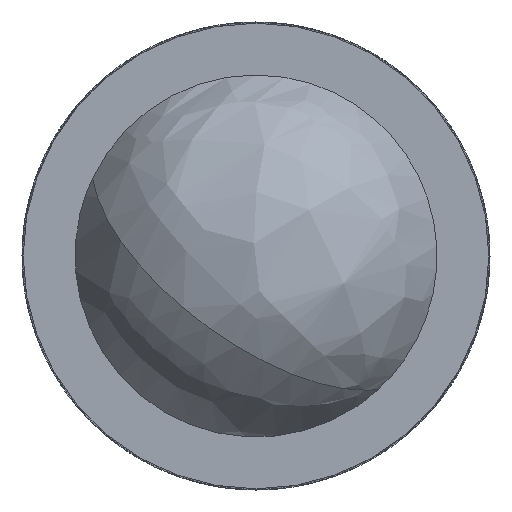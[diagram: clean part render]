
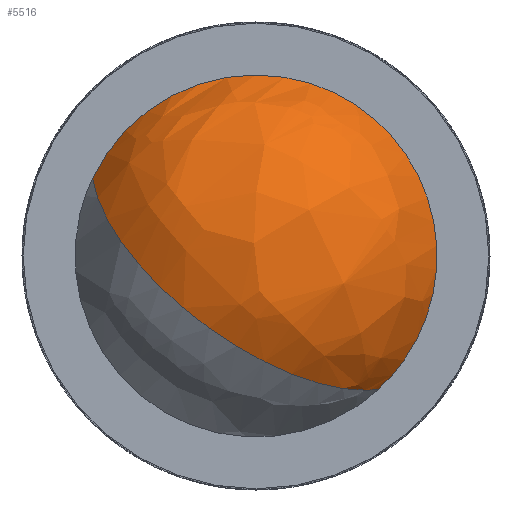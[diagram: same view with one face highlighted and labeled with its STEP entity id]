
A CAD part, left-side view. The second image highlights one B-rep face of the part: STEP entity #5516.
In plain terms, the highlighted free-form (B-spline) face has degree [3, 3] with [4, 4] control points.
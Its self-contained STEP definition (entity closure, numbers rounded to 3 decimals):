
#3208=VERTEX_POINT('',#7486);
#3994=EDGE_CURVE('',#5992,#3208,#8344,.T.);
#4324=VERTEX_POINT('',#8709);
#4436=EDGE_CURVE('',#4324,#3208,#8829,.T.);
#4502=EDGE_CURVE('',#4324,#5992,#8902,.T.);
#5516=ADVANCED_FACE('',(#10022),#10023,.T.);
#5992=VERTEX_POINT('',#10557);
#7486=CARTESIAN_POINT('',(1.367,-1.405,-1.729));
#8344=CIRCLE('',#16485,2.5);
#8709=CARTESIAN_POINT('',(1.6,2.107,1.001));
#8829=CIRCLE('',#17224,2.5);
#8902=B_SPLINE_CURVE_WITH_KNOTS('',3,(#17356,#17357,#17358,#17359,#17360,#17361,#17362,#17363,#17364,#17365,#17366,#17367,#17368,#17369,#17370,#17371,#17372,#17373,#17374,#17375,#17376,#17377,#17378,#17379,#17380,#17381,#17382,#17383,#17384,#17385,#17386,#17387),.UNSPECIFIED.,.F.,.F.,(4,2,2,2,2,2,2,2,2,2,2,2,2,2,2,4),(0.012,0.012,0.013,0.014,0.014,0.015,0.016,0.016,0.017,0.017,0.018,0.018,0.019,0.019,0.02,0.02),.UNSPECIFIED.);
#10022=FACE_OUTER_BOUND('',#24119,.T.);
#10023=(B_SPLINE_SURFACE(3,3,((#24121,#24122,#24123,#24124),(#24125,#24126,#24127,#24128),(#24129,#24130,#24131,#24132),(#24133,#24134,#24135,#24136)),.UNSPECIFIED.,.F.,.F.,.F.)B_SPLINE_SURFACE_WITH_KNOTS((4,4),(4,4),(0.0,1.0),(0.0,1.0),.UNSPECIFIED.)RATIONAL_B_SPLINE_SURFACE(((1.0,0.333,0.333,1.0),(0.599,0.2,0.2,0.599),(0.599,0.2,0.2,0.599),(1.0,0.333,0.333,1.0)))BOUNDED_SURFACE()REPRESENTATION_ITEM('')GEOMETRIC_REPRESENTATION_ITEM()SURFACE());
#10557=CARTESIAN_POINT('',(1.6,-1.58,-1.715));
#16485=AXIS2_PLACEMENT_3D('',#30171,#30172,#30173);
#17224=AXIS2_PLACEMENT_3D('',#30696,#30697,#30698);
#17356=CARTESIAN_POINT('',(1.6,2.107,1.001));
#17357=CARTESIAN_POINT('',(1.6,2.033,1.155));
#17358=CARTESIAN_POINT('',(1.6,1.944,1.3));
#17359=CARTESIAN_POINT('',(1.6,1.732,1.572));
#17360=CARTESIAN_POINT('',(1.6,1.611,1.695));
#17361=CARTESIAN_POINT('',(1.6,1.348,1.911));
#17362=CARTESIAN_POINT('',(1.6,1.202,2.006));
#17363=CARTESIAN_POINT('',(1.6,0.896,2.16));
#17364=CARTESIAN_POINT('',(1.6,0.737,2.22));
#17365=CARTESIAN_POINT('',(1.6,0.237,2.346));
#17366=CARTESIAN_POINT('',(1.6,-0.117,2.354));
#17367=CARTESIAN_POINT('',(1.6,-0.619,2.255));
#17368=CARTESIAN_POINT('',(1.6,-0.785,2.203));
#17369=CARTESIAN_POINT('',(1.6,-1.098,2.065));
#17370=CARTESIAN_POINT('',(1.6,-1.245,1.98));
#17371=CARTESIAN_POINT('',(1.6,-1.522,1.776));
#17372=CARTESIAN_POINT('',(1.6,-1.649,1.658));
#17373=CARTESIAN_POINT('',(1.6,-1.872,1.401));
#17374=CARTESIAN_POINT('',(1.6,-1.971,1.258));
#17375=CARTESIAN_POINT('',(1.6,-2.134,0.957));
#17376=CARTESIAN_POINT('',(1.6,-2.198,0.799));
#17377=CARTESIAN_POINT('',(1.6,-2.291,0.469));
#17378=CARTESIAN_POINT('',(1.6,-2.32,0.298));
#17379=CARTESIAN_POINT('',(1.6,-2.338,-0.043));
#17380=CARTESIAN_POINT('',(1.6,-2.329,-0.216));
#17381=CARTESIAN_POINT('',(1.6,-2.272,-0.554));
#17382=CARTESIAN_POINT('',(1.6,-2.226,-0.718));
#17383=CARTESIAN_POINT('',(1.6,-2.097,-1.036));
#17384=CARTESIAN_POINT('',(1.6,-2.014,-1.188));
#17385=CARTESIAN_POINT('',(1.6,-1.82,-1.469));
#17386=CARTESIAN_POINT('',(1.6,-1.707,-1.599));
#17387=CARTESIAN_POINT('',(1.6,-1.58,-1.715));
#24119=EDGE_LOOP('',(#32051,#32052,#32053));
#24121=CARTESIAN_POINT('',(1.862,2.116,1.168));
#24122=CARTESIAN_POINT('',(0.248,0.174,3.804));
#24123=CARTESIAN_POINT('',(3.073,-2.137,3.831));
#24124=CARTESIAN_POINT('',(4.687,-0.195,1.196));
#24125=CARTESIAN_POINT('',(-0.335,2.173,-0.135));
#24126=CARTESIAN_POINT('',(-3.493,-1.626,5.023));
#24127=CARTESIAN_POINT('',(2.035,-6.149,5.076));
#24128=CARTESIAN_POINT('',(5.193,-2.349,-0.081));
#24129=CARTESIAN_POINT('',(-0.61,0.212,-1.748));
#24130=CARTESIAN_POINT('',(-2.87,-2.506,1.941));
#24131=CARTESIAN_POINT('',(1.085,-5.741,1.979));
#24132=CARTESIAN_POINT('',(3.344,-3.023,-1.71));
#24133=CARTESIAN_POINT('',(1.367,-1.405,-1.729));
#24134=CARTESIAN_POINT('',(1.367,-1.405,-1.729));
#24135=CARTESIAN_POINT('',(1.367,-1.405,-1.729));
#24136=CARTESIAN_POINT('',(1.367,-1.405,-1.729));
#30171=CARTESIAN_POINT('',(2.5,0.0,0.0));
#30172=DIRECTION('',(0.442,0.532,-0.722));
#30173=DIRECTION('',(0.453,0.562,0.692));
#30696=CARTESIAN_POINT('',(2.5,0.0,0.0));
#30697=DIRECTION('',(-0.442,-0.532,0.722));
#30698=DIRECTION('',(0.453,0.562,0.692));
#32051=ORIENTED_EDGE('',*,*,#3994,.F.);
#32052=ORIENTED_EDGE('',*,*,#4502,.F.);
#32053=ORIENTED_EDGE('',*,*,#4436,.T.);
